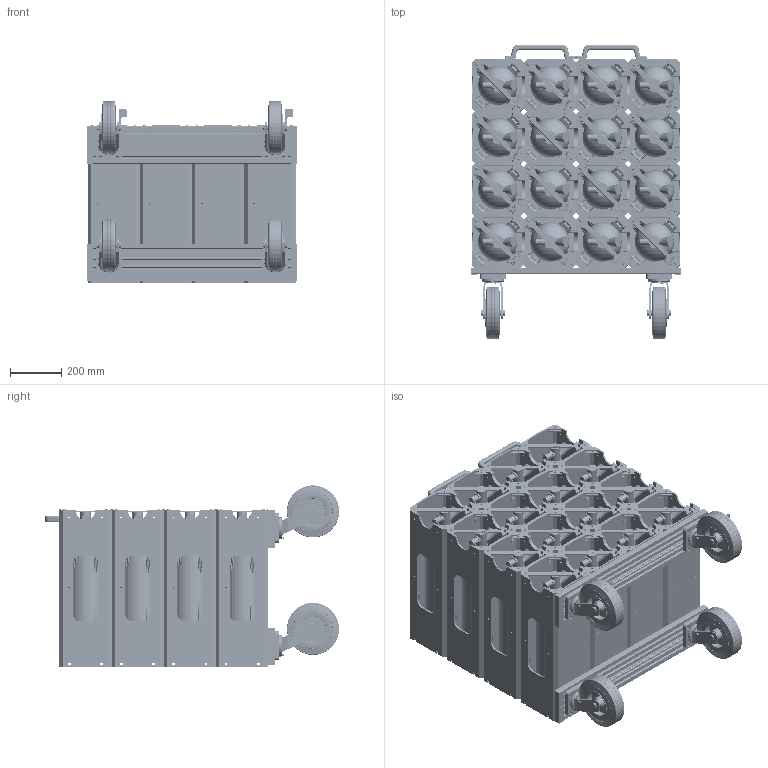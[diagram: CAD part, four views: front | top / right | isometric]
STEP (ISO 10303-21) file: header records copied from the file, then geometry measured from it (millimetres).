
FILE_DESCRIPTION (( 'STEP AP203' ), '1' );
FILE_NAME ('CM6000-16.STEP', '2017-05-12T15:20:31', ( 'admin' ), ( 'Hewlett-Packard Company' ), 'SwSTEP 2.0', 'SolidWorks 2017', '' );
FILE_SCHEMA (( 'CONFIG_CONTROL_DESIGN' ));
Length unit declared in the file: inch
Products named in the file (30): 9SF8X3-SB; 4031; socket countersunk head cap screw_ai_SCHCSCREW 0.19-32x0.5x0.5-HX-N; CM6000-901; 7020x24(cmate mobile)_32; CM6000; CM6000-201; CM6000-203; A416S x 5.750_SHORT; CM6000P; CM6000-401; CM6000-403; 9SF8X3-S; CM10-201; CM6000-16; 2042_MSHXNUT 0.250-20-S-N; CM10-202; 7037; 2037; CM10-203; CM-10; 4303-01; scba 45 minute tank; CM6000-202; CM6000-205
Assembly tree (116 placements, depth 5):
  CM6000-16
    CM6000  x8
      CM6000P
        CM6000-901
          CM6000-205  x2
        CM6000-203
        CM6000-403  x2
        CM-10
          CM10-201
          CM10-202
          CM10-203
        CM6000-202  x4
        socket countersunk head cap screw_ai_SCHCSCREW 0.19-32x0.5x0.5-HX-N  x8
        CM6000-201  x4
        CM6000-401  x2
      7037
        2042_MSHXNUT 0.250-20-S-N  x4
        2037  x4
      scba 45 minute tank
      4031
    CM6000  x4
      CM6000P
        CM6000-901
          CM6000-205  x2
        CM6000-203
        CM6000-403  x2
        CM-10
          CM10-201
          CM10-202
          CM10-203
        CM6000-202  x4
        socket countersunk head cap screw_ai_SCHCSCREW 0.19-32x0.5x0.5-HX-N  x4
        CM6000-201  x4
        CM6000-401  x2
      7037
        2042_MSHXNUT 0.250-20-S-N  x4
        2037  x4
      scba 45 minute tank
      4031
    CM6000  x4
      CM6000P
        CM6000-901
          CM6000-205  x2
        CM6000-203
        CM6000-403  x2
        CM-10
          CM10-201
          CM10-202
          CM10-203
        CM6000-201  x4
        CM6000-202  x2
        socket countersunk head cap screw_ai_SCHCSCREW 0.19-32x0.5x0.5-HX-N  x4
        CM6000-401  x2
      7037
        2042_MSHXNUT 0.250-20-S-N  x2
        2037  x2
      scba 45 minute tank
      4031
    4303-01  x2
    9SF8X3-SB  x2
Bounding box: 819.15 x 1145.37 x 706.2 mm (x, y, z)
Volume: 219912502.1 mm3; surface area: 27263543.8 mm2
Topology: 608 solids, 608 shells, 30508 faces, 73792 edges, 44612 vertices
Faces by surface type: plane 10968, cylinder 10472, cone 5084, torus 3144, bspline 560, sphere 280
Entity records: 68131 total; most frequent: CARTESIAN_POINT 22238, DIRECTION 8983, ORIENTED_EDGE 8116, EDGE_CURVE 4058, AXIS2_PLACEMENT_3D 3455, VERTEX_POINT 2540, VECTOR 2073, LINE 2073
